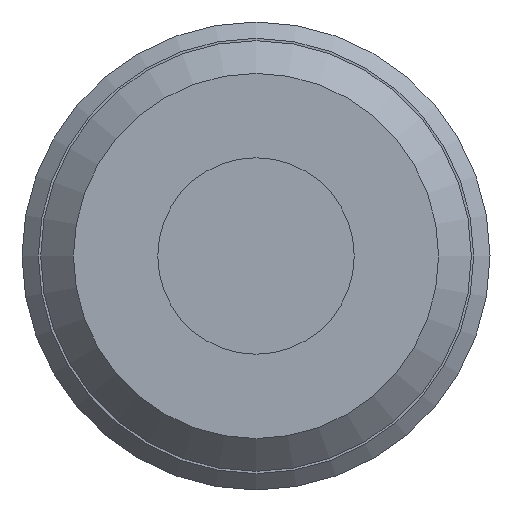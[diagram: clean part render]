
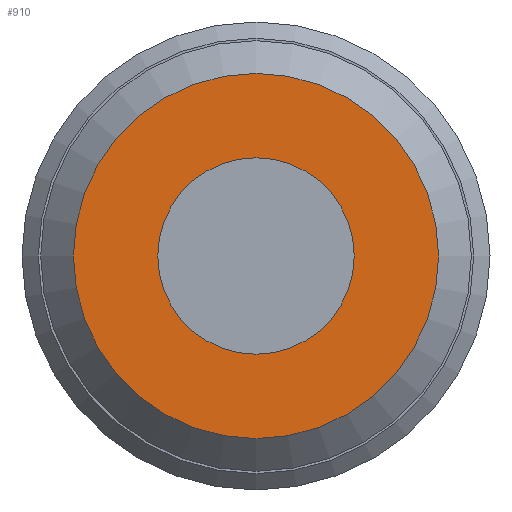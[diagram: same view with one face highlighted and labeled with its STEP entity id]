
A CAD part, left-side view. The second image highlights one B-rep face of the part: STEP entity #910.
In plain terms, the highlighted planar face has unit normal (-1, 0, 0).
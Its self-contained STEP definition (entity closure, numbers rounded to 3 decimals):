
#46=PLANE('',#988);
#260=ORIENTED_EDGE('',*,*,#357,.T.);
#261=ORIENTED_EDGE('',*,*,#283,.F.);
#283=EDGE_CURVE('',#358,#358,#415,.T.);
#357=EDGE_CURVE('',#414,#414,#447,.F.);
#358=VERTEX_POINT('',#1188);
#414=VERTEX_POINT('',#1355);
#415=CIRCLE('',#920,3.);
#447=CIRCLE('',#989,5.579);
#504=EDGE_LOOP('',(#260));
#505=EDGE_LOOP('',(#261));
#566=FACE_BOUND('',#504,.T.);
#567=FACE_BOUND('',#505,.T.);
#910=ADVANCED_FACE('',(#566,#567),#46,.F.);
#920=AXIS2_PLACEMENT_3D('',#1187,#997,#998);
#988=AXIS2_PLACEMENT_3D('',#1353,#1175,#1176);
#989=AXIS2_PLACEMENT_3D('',#1354,#1177,#1178);
#997=DIRECTION('',(-1.,0.,0.));
#998=DIRECTION('',(0.,0.,1.));
#1175=DIRECTION('',(1.,0.,0.));
#1176=DIRECTION('',(0.,0.,-1.));
#1177=DIRECTION('',(1.,0.,0.));
#1178=DIRECTION('',(0.,0.,-1.));
#1187=CARTESIAN_POINT('',(-25.15,0.,0.));
#1188=CARTESIAN_POINT('',(-25.15,0.,3.));
#1353=CARTESIAN_POINT('',(-25.15,0.,6.579));
#1354=CARTESIAN_POINT('',(-25.15,0.,0.));
#1355=CARTESIAN_POINT('',(-25.15,0.,-5.579));
